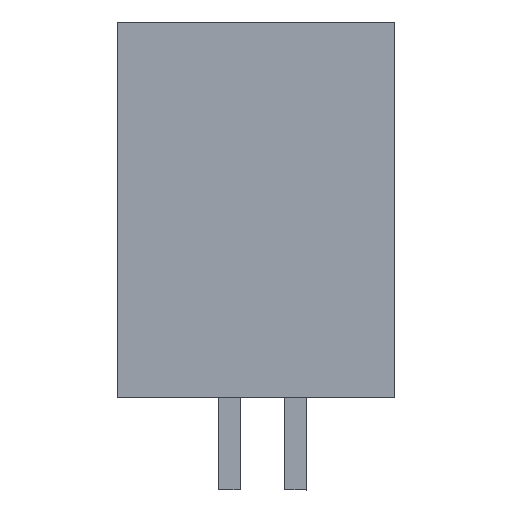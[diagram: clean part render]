
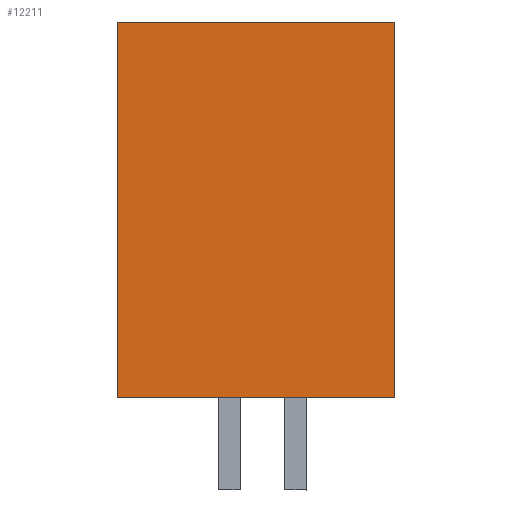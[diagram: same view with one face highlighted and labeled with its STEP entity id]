
A CAD part, left-side view. The second image highlights one B-rep face of the part: STEP entity #12211.
In plain terms, the highlighted planar face has unit normal (-1, 0, 0).
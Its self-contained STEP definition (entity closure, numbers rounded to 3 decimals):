
#12198=AXIS2_PLACEMENT_3D('Plane Axis2P3D',#12195,#12196,#12197) ;
#271=CARTESIAN_POINT('Vertex',(0.,10.5,3.5)) ;
#1445=CARTESIAN_POINT('Vertex',(0.,0.,3.5)) ;
#1448=CARTESIAN_POINT('Line Origine',(0.,5.25,3.5)) ;
#3373=CARTESIAN_POINT('Line Origine',(0.,10.5,10.6)) ;
#3377=CARTESIAN_POINT('Vertex',(0.,10.5,17.7)) ;
#5090=CARTESIAN_POINT('Vertex',(0.,0.,17.7)) ;
#5093=CARTESIAN_POINT('Line Origine',(0.,0.,10.6)) ;
#12195=CARTESIAN_POINT('Axis2P3D Location',(0.,10.5,0.)) ;
#12200=CARTESIAN_POINT('Line Origine',(0.,5.25,17.7)) ;
#1449=DIRECTION('Vector Direction',(0.,-1.,0.)) ;
#3374=DIRECTION('Vector Direction',(0.,0.,1.)) ;
#5094=DIRECTION('Vector Direction',(0.,0.,1.)) ;
#12196=DIRECTION('Axis2P3D Direction',(-1.,0.,0.)) ;
#12197=DIRECTION('Axis2P3D XDirection',(0.,-1.,0.)) ;
#12201=DIRECTION('Vector Direction',(0.,-1.,0.)) ;
#1450=VECTOR('Line Direction',#1449,1.) ;
#3375=VECTOR('Line Direction',#3374,1.) ;
#5095=VECTOR('Line Direction',#5094,1.) ;
#12202=VECTOR('Line Direction',#12201,1.) ;
#12206=ORIENTED_EDGE('',*,*,#3379,.T.) ;
#12207=ORIENTED_EDGE('',*,*,#1452,.T.) ;
#12208=ORIENTED_EDGE('',*,*,#5097,.T.) ;
#12209=ORIENTED_EDGE('',*,*,#12204,.T.) ;
#12211=ADVANCED_FACE('HOUSING',(#12210),#12199,.T.) ;
#1452=EDGE_CURVE('',#272,#1446,#1451,.T.) ;
#3379=EDGE_CURVE('',#3378,#272,#3376,.F.) ;
#5097=EDGE_CURVE('',#1446,#5091,#5096,.T.) ;
#12204=EDGE_CURVE('',#5091,#3378,#12203,.F.) ;
#12205=EDGE_LOOP('',(#12206,#12207,#12208,#12209)) ;
#12210=FACE_OUTER_BOUND('',#12205,.T.) ;
#1451=LINE('Line',#1448,#1450) ;
#3376=LINE('Line',#3373,#3375) ;
#5096=LINE('Line',#5093,#5095) ;
#12203=LINE('Line',#12200,#12202) ;
#12199=PLANE('',#12198) ;
#272=VERTEX_POINT('',#271) ;
#1446=VERTEX_POINT('',#1445) ;
#3378=VERTEX_POINT('',#3377) ;
#5091=VERTEX_POINT('',#5090) ;
